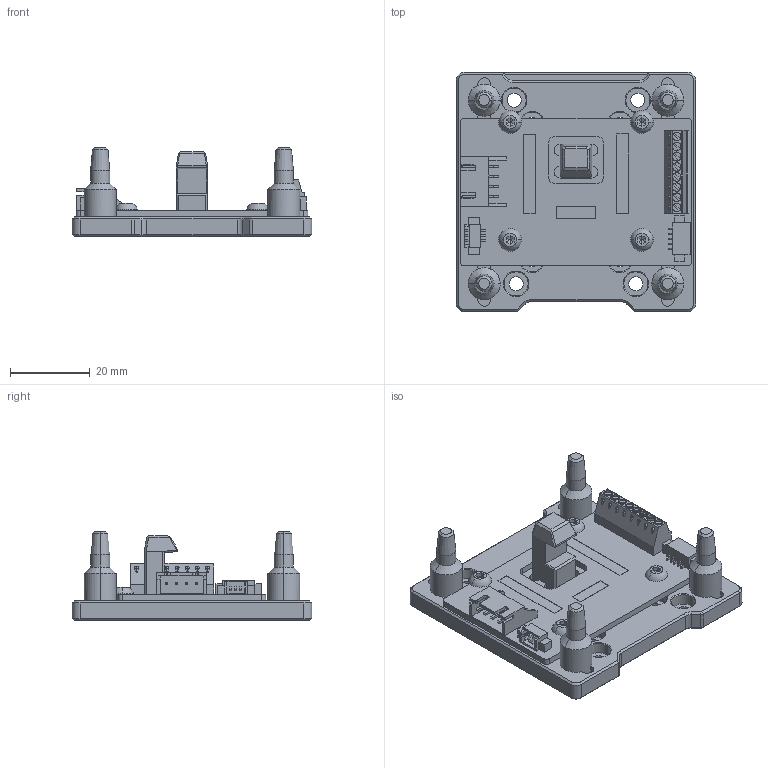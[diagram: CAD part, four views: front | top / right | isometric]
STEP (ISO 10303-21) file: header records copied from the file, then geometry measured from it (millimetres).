
FILE_DESCRIPTION((''),'2;1');
FILE_NAME('JJXGONGJUBAN_ASM','2021-10-23T16:13:15',('MLoong'),(''),'CREO PARAMETRIC BY PTC INC, 2018100','CREO PARAMETRIC BY PTC INC, 2018100','');
FILE_SCHEMA(('CONFIG_CONTROL_DESIGN','SHAPE_APPEARANCE_LAYERS_GROUPS'));
Length unit declared in the file: millimetre
Products named in the file (18): JJXGONGJUBAN_1_1; JJXGONGJUBAN_2; JJXGONGJUBAN_3; JJXGONGJUBAN_4; JJXGONGJUBAN_5; JJXGONGJUBAN_6; JJXGONGJUBAN_7; JJXGONGJUBAN_8; JJXGONGJUBAN_9; JJXGONGJUBAN_10; JJXGONGJUBAN_11; JJXGONGJUBAN_12; JJXGONGJUBAN_13; JJXGONGJUBAN_14; JJXGONGJUBAN_15; JJXGONGJUBAN_16; JJXGONGJUBAN_1_ASM; JJXGONGJUBAN_ASM
Assembly tree (17 placements, depth 3):
  JJXGONGJUBAN_ASM
    JJXGONGJUBAN_1_ASM
      JJXGONGJUBAN_1_1
      JJXGONGJUBAN_2
      JJXGONGJUBAN_3
      JJXGONGJUBAN_4
      JJXGONGJUBAN_5
      JJXGONGJUBAN_6
      JJXGONGJUBAN_7
      JJXGONGJUBAN_8
      JJXGONGJUBAN_9
      JJXGONGJUBAN_10
      JJXGONGJUBAN_11
      JJXGONGJUBAN_12
      JJXGONGJUBAN_13
      JJXGONGJUBAN_14
      JJXGONGJUBAN_15
      JJXGONGJUBAN_16
Bounding box: 60 x 60 x 22.5 mm (x, y, z)
Volume: 21536 mm3; surface area: 19177.7 mm2
Topology: 7 solids, 16 shells, 1316 faces, 3536 edges, 2293 vertices
Faces by surface type: plane 750, cylinder 316, bspline 110, cone 88, sphere 34, torus 18
Entity records: 50593 total; most frequent: CARTESIAN_POINT 9748, ORIENTED_EDGE 6959, DIRECTION 6826, EDGE_CURVE 3520, AXIS2_PLACEMENT_3D 2297, VERTEX_POINT 2293, VECTOR 2232, LINE 2232
